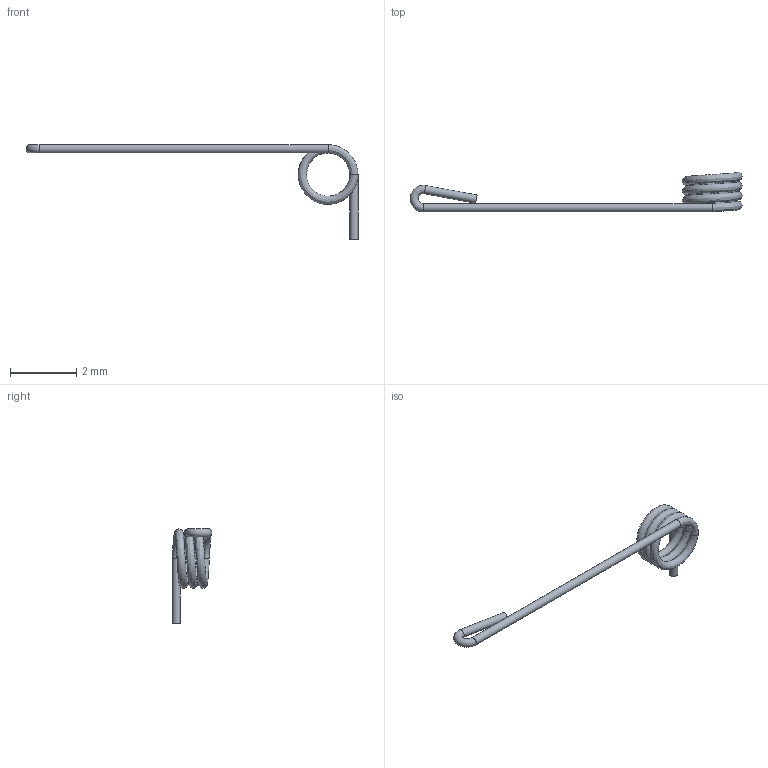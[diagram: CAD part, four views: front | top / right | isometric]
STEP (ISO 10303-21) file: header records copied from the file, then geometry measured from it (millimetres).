
FILE_DESCRIPTION(('FreeCAD Model'),'2;1');
FILE_NAME('Open CASCADE Shape Model','2023-06-05T15:59:59',(''),(''), 'Open CASCADE STEP processor 7.6','FreeCAD','Unknown');
FILE_SCHEMA(('AUTOMOTIVE_DESIGN { 1 0 10303 214 1 1 1 1 }'));
Length unit declared in the file: millimetre
Products named in the file (1): click_bar
Bounding box: 10 x 1.2 x 2.85 mm (x, y, z)
Volume: 1.4 mm3; surface area: 22.9 mm2
Topology: 1 solids, 1 shells, 10 faces, 18 edges, 10 vertices
Faces by surface type: bspline 4, cylinder 3, plane 2, torus 1
Full cylindrical faces by diameter (mm): 0.25 x3
Entity records: 1237 total; most frequent: CARTESIAN_POINT 1049, ORIENTED_EDGE 36, DIRECTION 33, EDGE_CURVE 18, AXIS2_PLACEMENT_3D 15, ADVANCED_FACE 10, FACE_BOUND 10, EDGE_LOOP 10
